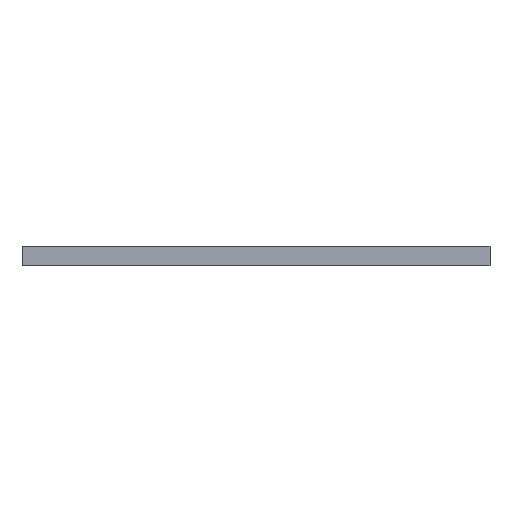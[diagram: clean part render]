
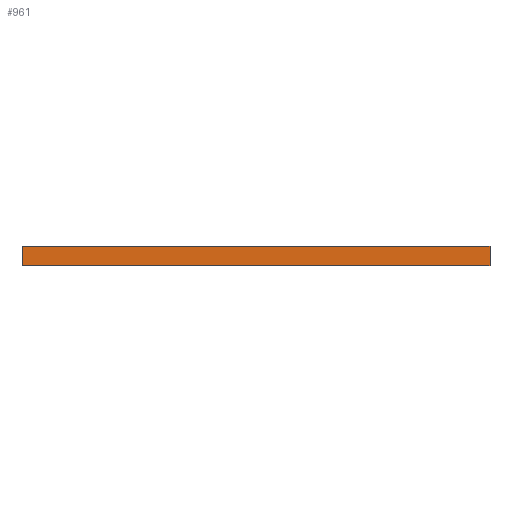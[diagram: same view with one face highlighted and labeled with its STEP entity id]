
A CAD part, front view. The second image highlights one B-rep face of the part: STEP entity #961.
In plain terms, the highlighted planar face has unit normal (0, -1, 0).
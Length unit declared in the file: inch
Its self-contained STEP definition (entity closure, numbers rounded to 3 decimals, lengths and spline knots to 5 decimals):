
#922=CARTESIAN_POINT('',(5.25,-0.75,0.));
#923=DIRECTION('',(0.0,-1.0,0.0));
#924=DIRECTION('',(0.0,0.0,-1.0));
#925=AXIS2_PLACEMENT_3D('',#922,#923,#924);
#926=PLANE('',#925);
#927=CARTESIAN_POINT('',(5.25,-0.75,0.25));
#928=VERTEX_POINT('',#927);
#929=CARTESIAN_POINT('',(-0.75,-0.75,0.25));
#930=VERTEX_POINT('',#929);
#931=CARTESIAN_POINT('',(5.25,-0.75,0.25));
#932=DIRECTION('',(-1.0,0.0,0.0));
#933=VECTOR('',#932,6.);
#934=LINE('',#931,#933);
#935=EDGE_CURVE('',#928,#930,#934,.T.);
#936=ORIENTED_EDGE('',*,*,#935,.T.);
#937=CARTESIAN_POINT('',(-0.75,-0.75,0.));
#938=VERTEX_POINT('',#937);
#939=CARTESIAN_POINT('',(-0.75,-0.75,0.));
#940=DIRECTION('',(0.0,0.0,1.0));
#941=VECTOR('',#940,0.25);
#942=LINE('',#939,#941);
#943=EDGE_CURVE('',#938,#930,#942,.T.);
#944=ORIENTED_EDGE('',*,*,#943,.F.);
#945=CARTESIAN_POINT('',(5.25,-0.75,0.));
#946=VERTEX_POINT('',#945);
#947=CARTESIAN_POINT('',(5.25,-0.75,0.));
#948=DIRECTION('',(-1.0,0.0,0.0));
#949=VECTOR('',#948,6.);
#950=LINE('',#947,#949);
#951=EDGE_CURVE('',#946,#938,#950,.T.);
#952=ORIENTED_EDGE('',*,*,#951,.F.);
#953=CARTESIAN_POINT('',(5.25,-0.75,0.));
#954=DIRECTION('',(0.0,0.0,1.0));
#955=VECTOR('',#954,0.25);
#956=LINE('',#953,#955);
#957=EDGE_CURVE('',#946,#928,#956,.T.);
#958=ORIENTED_EDGE('',*,*,#957,.T.);
#959=EDGE_LOOP('',(#936,#944,#952,#958));
#960=FACE_OUTER_BOUND('',#959,.T.);
#961=ADVANCED_FACE('',(#960),#926,.T.);
